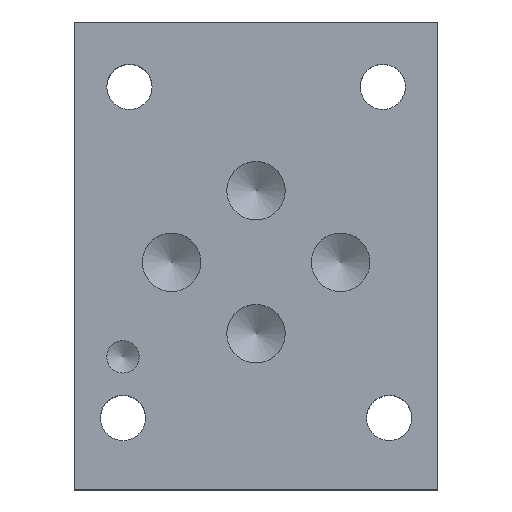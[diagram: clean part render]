
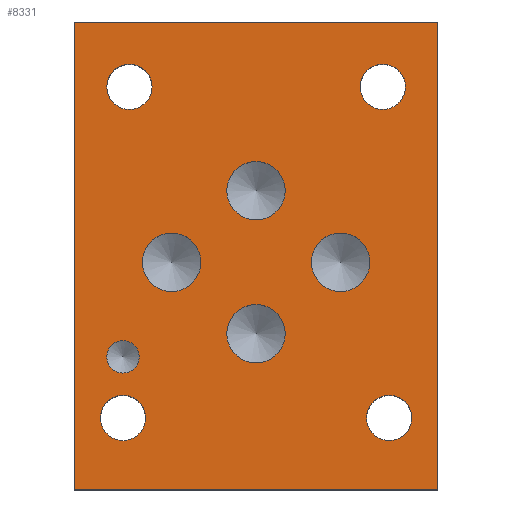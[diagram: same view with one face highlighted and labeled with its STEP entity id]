
A CAD part, top view. The second image highlights one B-rep face of the part: STEP entity #8331.
In plain terms, the highlighted planar face has unit normal (0, 0, 1).
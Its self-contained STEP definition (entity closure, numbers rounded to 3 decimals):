
#107=CIRCLE('',#8711,2.769);
#108=CIRCLE('',#8713,2.769);
#109=CIRCLE('',#8715,2.769);
#110=CIRCLE('',#8717,2.769);
#112=CIRCLE('',#8721,3.569);
#114=CIRCLE('',#8725,3.569);
#116=CIRCLE('',#8729,3.569);
#118=CIRCLE('',#8733,3.569);
#120=CIRCLE('',#8737,1.981);
#176=FACE_BOUND('',#1387,.T.);
#177=FACE_BOUND('',#1388,.T.);
#178=FACE_BOUND('',#1389,.T.);
#179=FACE_BOUND('',#1390,.T.);
#180=FACE_BOUND('',#1391,.T.);
#181=FACE_BOUND('',#1392,.T.);
#182=FACE_BOUND('',#1393,.T.);
#183=FACE_BOUND('',#1394,.T.);
#184=FACE_BOUND('',#1395,.T.);
#471=PLANE('',#8742);
#901=FACE_OUTER_BOUND('',#1386,.T.);
#1386=EDGE_LOOP('',(#7436,#7437,#7438,#7439));
#1387=EDGE_LOOP('',(#7440));
#1388=EDGE_LOOP('',(#7441));
#1389=EDGE_LOOP('',(#7442));
#1390=EDGE_LOOP('',(#7443));
#1391=EDGE_LOOP('',(#7444));
#1392=EDGE_LOOP('',(#7445));
#1393=EDGE_LOOP('',(#7446));
#1394=EDGE_LOOP('',(#7447));
#1395=EDGE_LOOP('',(#7448));
#1752=LINE('',#12400,#2618);
#2166=LINE('',#13384,#3032);
#2212=LINE('',#13718,#3078);
#2261=LINE('',#14028,#3127);
#2618=VECTOR('',#9309,10.);
#3032=VECTOR('',#10035,10.);
#3078=VECTOR('',#10107,10.);
#3127=VECTOR('',#10390,10.);
#3663=VERTEX_POINT('',#12397);
#3664=VERTEX_POINT('',#12399);
#3950=VERTEX_POINT('',#13382);
#4001=VERTEX_POINT('',#13717);
#4058=VERTEX_POINT('',#13967);
#4059=VERTEX_POINT('',#13971);
#4060=VERTEX_POINT('',#13975);
#4061=VERTEX_POINT('',#13979);
#4064=VERTEX_POINT('',#13988);
#4067=VERTEX_POINT('',#13997);
#4070=VERTEX_POINT('',#14006);
#4073=VERTEX_POINT('',#14015);
#4076=VERTEX_POINT('',#14024);
#4583=EDGE_CURVE('',#3664,#3663,#1752,.T.);
#5013=EDGE_CURVE('',#3663,#3950,#2166,.T.);
#5088=EDGE_CURVE('',#4001,#3664,#2212,.T.);
#5172=EDGE_CURVE('',#4058,#4058,#107,.T.);
#5174=EDGE_CURVE('',#4059,#4059,#108,.T.);
#5176=EDGE_CURVE('',#4060,#4060,#109,.T.);
#5178=EDGE_CURVE('',#4061,#4061,#110,.T.);
#5182=EDGE_CURVE('',#4064,#4064,#112,.T.);
#5186=EDGE_CURVE('',#4067,#4067,#114,.T.);
#5190=EDGE_CURVE('',#4070,#4070,#116,.T.);
#5194=EDGE_CURVE('',#4073,#4073,#118,.T.);
#5198=EDGE_CURVE('',#4076,#4076,#120,.T.);
#5200=EDGE_CURVE('',#3950,#4001,#2261,.T.);
#7436=ORIENTED_EDGE('',*,*,#5088,.T.);
#7437=ORIENTED_EDGE('',*,*,#4583,.T.);
#7438=ORIENTED_EDGE('',*,*,#5013,.T.);
#7439=ORIENTED_EDGE('',*,*,#5200,.T.);
#7440=ORIENTED_EDGE('',*,*,#5172,.T.);
#7441=ORIENTED_EDGE('',*,*,#5174,.T.);
#7442=ORIENTED_EDGE('',*,*,#5176,.T.);
#7443=ORIENTED_EDGE('',*,*,#5178,.T.);
#7444=ORIENTED_EDGE('',*,*,#5182,.T.);
#7445=ORIENTED_EDGE('',*,*,#5186,.T.);
#7446=ORIENTED_EDGE('',*,*,#5190,.T.);
#7447=ORIENTED_EDGE('',*,*,#5194,.T.);
#7448=ORIENTED_EDGE('',*,*,#5198,.T.);
#8331=ADVANCED_FACE('',(#901,#176,#177,#178,#179,#180,#181,#182,#183,#184),
#471,.T.);
#8711=AXIS2_PLACEMENT_3D('',#13968,#10320,#10321);
#8713=AXIS2_PLACEMENT_3D('',#13972,#10325,#10326);
#8715=AXIS2_PLACEMENT_3D('',#13976,#10330,#10331);
#8717=AXIS2_PLACEMENT_3D('',#13980,#10335,#10336);
#8721=AXIS2_PLACEMENT_3D('',#13989,#10345,#10346);
#8725=AXIS2_PLACEMENT_3D('',#13998,#10355,#10356);
#8729=AXIS2_PLACEMENT_3D('',#14007,#10365,#10366);
#8733=AXIS2_PLACEMENT_3D('',#14016,#10375,#10376);
#8737=AXIS2_PLACEMENT_3D('',#14025,#10385,#10386);
#8742=AXIS2_PLACEMENT_3D('',#14032,#10397,#10398);
#9309=DIRECTION('',(0.,1.,0.));
#10035=DIRECTION('',(-1.,0.,0.));
#10107=DIRECTION('',(1.,0.,0.));
#10320=DIRECTION('center_axis',(0.,0.,-1.));
#10321=DIRECTION('ref_axis',(1.,0.,0.));
#10325=DIRECTION('center_axis',(0.,0.,-1.));
#10326=DIRECTION('ref_axis',(1.,0.,0.));
#10330=DIRECTION('center_axis',(0.,0.,-1.));
#10331=DIRECTION('ref_axis',(1.,0.,0.));
#10335=DIRECTION('center_axis',(0.,0.,-1.));
#10336=DIRECTION('ref_axis',(1.,0.,0.));
#10345=DIRECTION('center_axis',(0.,0.,-1.));
#10346=DIRECTION('ref_axis',(1.,0.,0.));
#10355=DIRECTION('center_axis',(0.,0.,-1.));
#10356=DIRECTION('ref_axis',(1.,0.,0.));
#10365=DIRECTION('center_axis',(0.,0.,-1.));
#10366=DIRECTION('ref_axis',(1.,0.,0.));
#10375=DIRECTION('center_axis',(0.,0.,-1.));
#10376=DIRECTION('ref_axis',(1.,0.,0.));
#10385=DIRECTION('center_axis',(0.,0.,-1.));
#10386=DIRECTION('ref_axis',(1.,0.,0.));
#10390=DIRECTION('',(0.,-1.,0.));
#10397=DIRECTION('center_axis',(0.,0.,1.));
#10398=DIRECTION('ref_axis',(1.,0.,0.));
#12397=CARTESIAN_POINT('',(44.45,57.15,25.4));
#12399=CARTESIAN_POINT('',(44.45,0.,25.4));
#12400=CARTESIAN_POINT('',(44.45,0.,25.4));
#13382=CARTESIAN_POINT('',(0.,57.15,25.4));
#13384=CARTESIAN_POINT('',(44.45,57.15,25.4));
#13717=CARTESIAN_POINT('',(0.,0.,25.4));
#13718=CARTESIAN_POINT('',(0.,0.,25.4));
#13967=CARTESIAN_POINT('',(3.988,49.225,25.4));
#13968=CARTESIAN_POINT('Origin',(6.756,49.225,25.4));
#13971=CARTESIAN_POINT('',(3.2,8.763,25.4));
#13972=CARTESIAN_POINT('Origin',(5.969,8.763,25.4));
#13975=CARTESIAN_POINT('',(35.738,8.763,25.4));
#13976=CARTESIAN_POINT('Origin',(38.506,8.763,25.4));
#13979=CARTESIAN_POINT('',(34.95,49.238,25.4));
#13980=CARTESIAN_POINT('Origin',(37.719,49.238,25.4));
#13988=CARTESIAN_POINT('',(18.656,36.525,25.4));
#13989=CARTESIAN_POINT('Origin',(22.225,36.525,25.4));
#13997=CARTESIAN_POINT('',(8.344,27.788,25.4));
#13998=CARTESIAN_POINT('Origin',(11.913,27.788,25.4));
#14006=CARTESIAN_POINT('',(28.994,27.788,25.4));
#14007=CARTESIAN_POINT('Origin',(32.563,27.788,25.4));
#14015=CARTESIAN_POINT('',(18.656,19.05,25.4));
#14016=CARTESIAN_POINT('Origin',(22.225,19.05,25.4));
#14024=CARTESIAN_POINT('',(3.988,16.231,25.4));
#14025=CARTESIAN_POINT('Origin',(5.969,16.231,25.4));
#14028=CARTESIAN_POINT('',(0.,57.15,25.4));
#14032=CARTESIAN_POINT('Origin',(22.225,28.575,25.4));
